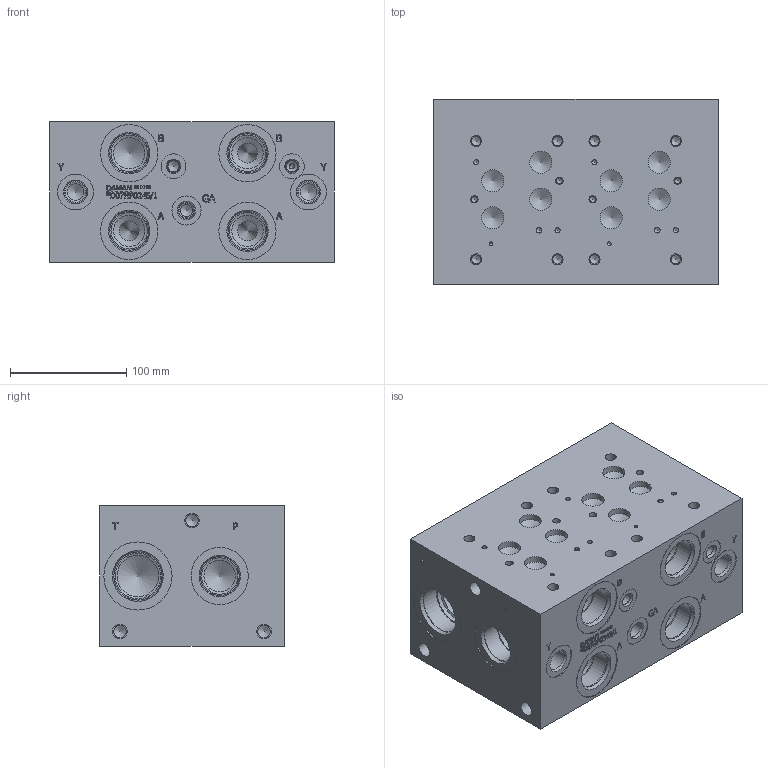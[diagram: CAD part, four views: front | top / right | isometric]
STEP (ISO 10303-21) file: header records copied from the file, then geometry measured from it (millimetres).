
FILE_DESCRIPTION(/* description */ (''),/* implementation_level */ '2;1');
FILE_NAME(/* name */ '_D07HP024S_1.stp',/* time_stamp */ '2021-07-26T11:17:33-04:00',/* author */ ('anthonyv'),/* organization */ (''),/* preprocessor_version */ 'ST-DEVELOPER v18.1',/* originating_system */ 'Autodesk Inventor 2021',/* authorisation */ '');
FILE_SCHEMA (('AUTOMOTIVE_DESIGN { 1 0 10303 214 3 1 1 }'));
Length unit declared in the file: millimetre
Products named in the file (1): _D07HP024S_1
Bounding box: 244.45 x 158.75 x 120.65 mm (x, y, z)
Volume: 4329978 mm3; surface area: 229355.9 mm2
Topology: 1 solids, 1 shells, 770 faces, 2082 edges, 1408 vertices
Faces by surface type: plane 422, bspline 134, cylinder 120, cone 94
Full cylindrical faces by diameter (mm): 3.175 x2, 4.343 x4, 4.775 x2, 5.105 x4, 6.35 x4, 7.925 x8, 9.525 x10, 9.881 x2, 10.719 x7, 11.125 x2, 12.395 x1, 12.7 x6, 12.9 x1, 14.275 x3, 14.529 x1, 17.501 x2, 19.05 x10, 19.253 x2, 21.285 x2, 25.019 x1, 27 x6, 30.632 x2, 31.267 x6, 33.34 x2, 33.35 x4, 33.757 x6, 35.509 x4, 35.712 x2, 39.218 x2, 41.275 x1
Entity records: 25289 total; most frequent: CARTESIAN_POINT 5956, ORIENTED_EDGE 4070, DIRECTION 3482, EDGE_CURVE 2035, VERTEX_POINT 1408, LINE 1326, VECTOR 1326, AXIS2_PLACEMENT_3D 1078
